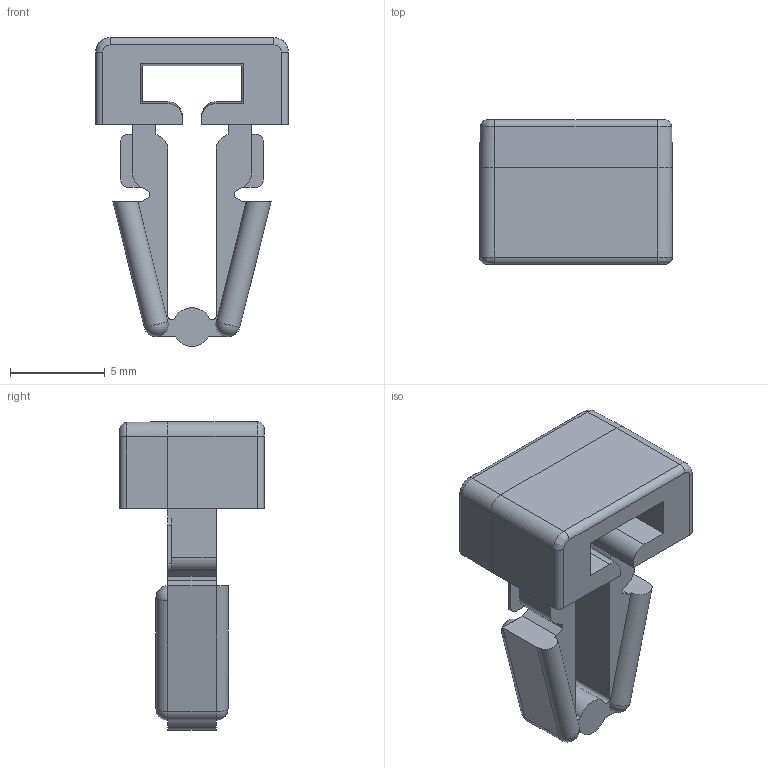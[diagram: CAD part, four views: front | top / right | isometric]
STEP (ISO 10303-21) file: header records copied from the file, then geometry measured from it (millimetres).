
FILE_DESCRIPTION(/* description */ (''),/* implementation_level */ '2;1');
FILE_NAME(/* name */ 'PANDUIT_PM2H25',/* time_stamp */ '2012-05-10T15:30:13-05:00',/* author */ (''),/* organization */ (''),/* preprocessor_version */ 'ST-DEVELOPER v9',/* originating_system */ 'UGS - NX 3.0',/* authorisation */ '');
FILE_SCHEMA (('CONFIG_CONTROL_DESIGN'));
Length unit declared in the file: inch
Products named in the file (1): bwgC059tpjq
Bounding box: 10.16 x 7.62 x 16.26 mm (x, y, z)
Volume: 389.2 mm3; surface area: 645 mm2
Topology: 1 solids, 1 shells, 96 faces, 264 edges, 164 vertices
Faces by surface type: plane 54, cylinder 32, sphere 6, bspline 4
Entity records: 3093 total; most frequent: CARTESIAN_POINT 567, DIRECTION 515, ORIENTED_EDGE 512, EDGE_CURVE 256, LINE 183, VECTOR 183, AXIS2_PLACEMENT_3D 166, VERTEX_POINT 162
